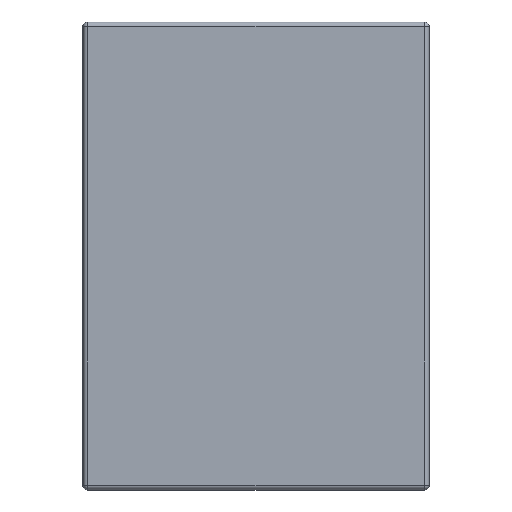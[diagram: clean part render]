
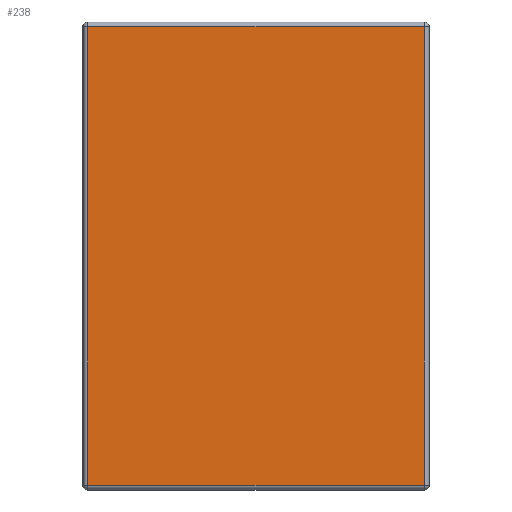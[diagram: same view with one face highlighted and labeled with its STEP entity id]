
A CAD part, top view. The second image highlights one B-rep face of the part: STEP entity #238.
In plain terms, the highlighted planar face has unit normal (0, 0, 1).
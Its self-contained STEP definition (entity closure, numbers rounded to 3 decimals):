
#238=ADVANCED_FACE('',(#684),#686,.T.);
#684=FACE_BOUND('',#685,.T.);
#685=EDGE_LOOP('',(#1006,#1007,#1008,#1009));
#686=PLANE('',#687);
#687=AXIS2_PLACEMENT_3D('',#688,#689,#690);
#688=CARTESIAN_POINT('',(0.,0.,3.05));
#689=DIRECTION('',(0.,0.,1.));
#690=DIRECTION('',(1.,0.,0.));
#1006=ORIENTED_EDGE('',*,*,#1213,.T.);
#1007=ORIENTED_EDGE('',*,*,#1214,.T.);
#1008=ORIENTED_EDGE('',*,*,#1215,.T.);
#1009=ORIENTED_EDGE('',*,*,#1216,.T.);
#1213=EDGE_CURVE('',#1377,#1378,#1379,.T.);
#1214=EDGE_CURVE('',#1378,#1380,#1381,.T.);
#1215=EDGE_CURVE('',#1380,#1382,#1383,.T.);
#1216=EDGE_CURVE('',#1382,#1377,#1384,.T.);
#1377=VERTEX_POINT('',#1681);
#1378=VERTEX_POINT('',#1682);
#1379=LINE('',#1683,#1684);
#1380=VERTEX_POINT('',#1686);
#1381=LINE('',#1687,#1688);
#1382=VERTEX_POINT('',#1690);
#1383=LINE('',#1691,#1692);
#1384=LINE('',#1694,#1695);
#1681=CARTESIAN_POINT('',(-1.75,8.1,3.05));
#1682=CARTESIAN_POINT('',(-1.75,-1.7,3.05));
#1683=CARTESIAN_POINT('',(-1.75,8.1,3.05));
#1684=VECTOR('',#1685,1.);
#1685=DIRECTION('',(0.,-1.,0.));
#1686=CARTESIAN_POINT('',(5.45,-1.7,3.05));
#1687=CARTESIAN_POINT('',(-1.75,-1.7,3.05));
#1688=VECTOR('',#1689,1.);
#1689=DIRECTION('',(1.,0.,0.));
#1690=CARTESIAN_POINT('',(5.45,8.1,3.05));
#1691=CARTESIAN_POINT('',(5.45,-1.7,3.05));
#1692=VECTOR('',#1693,1.);
#1693=DIRECTION('',(0.,1.,0.));
#1694=CARTESIAN_POINT('',(5.45,8.1,3.05));
#1695=VECTOR('',#1696,1.);
#1696=DIRECTION('',(-1.,0.,0.));
